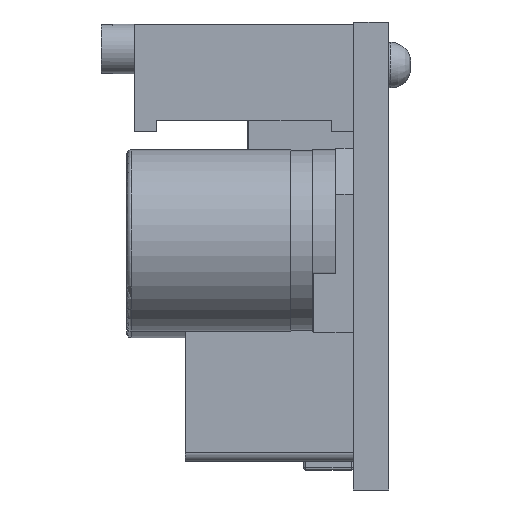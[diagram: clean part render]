
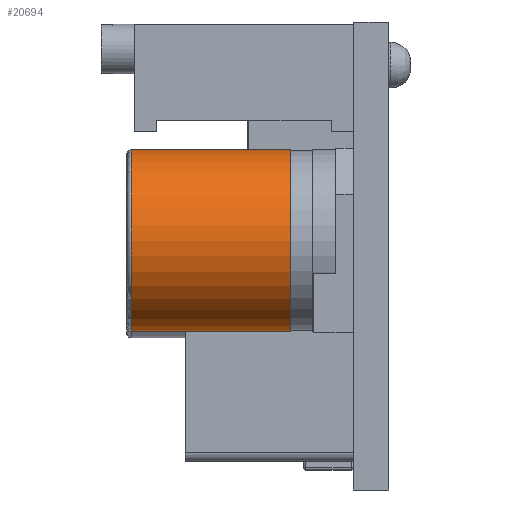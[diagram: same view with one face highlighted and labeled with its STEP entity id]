
A CAD part, left-side view. The second image highlights one B-rep face of the part: STEP entity #20694.
In plain terms, the highlighted cylindrical face has radius 4.1 mm (diameter 8.2 mm), a full revolution.
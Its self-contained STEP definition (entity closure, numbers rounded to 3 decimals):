
#104=CYLINDRICAL_SURFACE('',#21745,4.1);
#265=CIRCLE('',#21741,4.1);
#266=CIRCLE('',#21742,4.1);
#267=CIRCLE('',#21743,4.1);
#269=CIRCLE('',#21746,4.1);
#270=CIRCLE('',#21747,4.1);
#2111=FACE_OUTER_BOUND('',#3329,.T.);
#3329=EDGE_LOOP('',(#16272,#16273,#16274,#16275,#16276,#16277,#16278));
#5077=LINE('',#33085,#7142);
#7142=VECTOR('',#24527,4.1);
#9113=VERTEX_POINT('',#33073);
#9114=VERTEX_POINT('',#33074);
#9115=VERTEX_POINT('',#33076);
#9116=VERTEX_POINT('',#33081);
#9117=VERTEX_POINT('',#33082);
#11627=EDGE_CURVE('',#9113,#9114,#265,.T.);
#11628=EDGE_CURVE('',#9115,#9113,#266,.T.);
#11629=EDGE_CURVE('',#9114,#9115,#267,.T.);
#11631=EDGE_CURVE('',#9116,#9117,#269,.T.);
#11632=EDGE_CURVE('',#9117,#9116,#270,.T.);
#11633=EDGE_CURVE('',#9117,#9115,#5077,.T.);
#16272=ORIENTED_EDGE('',*,*,#11631,.F.);
#16273=ORIENTED_EDGE('',*,*,#11632,.F.);
#16274=ORIENTED_EDGE('',*,*,#11633,.T.);
#16275=ORIENTED_EDGE('',*,*,#11628,.T.);
#16276=ORIENTED_EDGE('',*,*,#11627,.T.);
#16277=ORIENTED_EDGE('',*,*,#11629,.T.);
#16278=ORIENTED_EDGE('',*,*,#11633,.F.);
#20694=ADVANCED_FACE('',(#2111),#104,.T.);
#21741=AXIS2_PLACEMENT_3D('',#33075,#24513,#24514);
#21742=AXIS2_PLACEMENT_3D('',#33077,#24515,#24516);
#21743=AXIS2_PLACEMENT_3D('',#33078,#24517,#24518);
#21745=AXIS2_PLACEMENT_3D('',#33080,#24521,#24522);
#21746=AXIS2_PLACEMENT_3D('',#33083,#24523,#24524);
#21747=AXIS2_PLACEMENT_3D('',#33084,#24525,#24526);
#24513=DIRECTION('center_axis',(0.,-1.,0.));
#24514=DIRECTION('ref_axis',(0.,0.,-1.));
#24515=DIRECTION('center_axis',(0.,-1.,0.));
#24516=DIRECTION('ref_axis',(0.,0.,-1.));
#24517=DIRECTION('center_axis',(0.,-1.,0.));
#24518=DIRECTION('ref_axis',(0.,0.,-1.));
#24521=DIRECTION('center_axis',(0.,-1.,0.));
#24522=DIRECTION('ref_axis',(0.,0.,-1.));
#24523=DIRECTION('center_axis',(0.,-1.,0.));
#24524=DIRECTION('ref_axis',(0.,0.,-1.));
#24525=DIRECTION('center_axis',(0.,-1.,0.));
#24526=DIRECTION('ref_axis',(0.,0.,-1.));
#24527=DIRECTION('',(0.,1.,0.));
#33073=CARTESIAN_POINT('',(4.575,11.64,-13.975));
#33074=CARTESIAN_POINT('',(8.675,11.64,-9.875));
#33075=CARTESIAN_POINT('Origin',(4.575,11.64,-9.875));
#33076=CARTESIAN_POINT('',(4.575,11.64,-5.775));
#33077=CARTESIAN_POINT('Origin',(4.575,11.64,-9.875));
#33078=CARTESIAN_POINT('Origin',(4.575,11.64,-9.875));
#33080=CARTESIAN_POINT('Origin',(4.575,8.04,-9.875));
#33081=CARTESIAN_POINT('',(4.575,4.44,-13.975));
#33082=CARTESIAN_POINT('',(4.575,4.44,-5.775));
#33083=CARTESIAN_POINT('Origin',(4.575,4.44,-9.875));
#33084=CARTESIAN_POINT('Origin',(4.575,4.44,-9.875));
#33085=CARTESIAN_POINT('',(4.575,8.04,-5.775));
